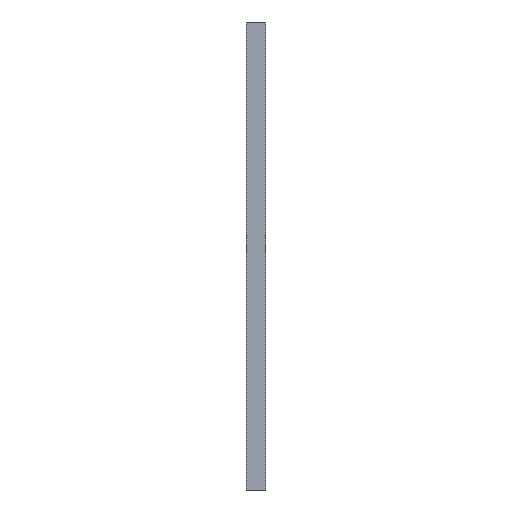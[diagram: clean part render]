
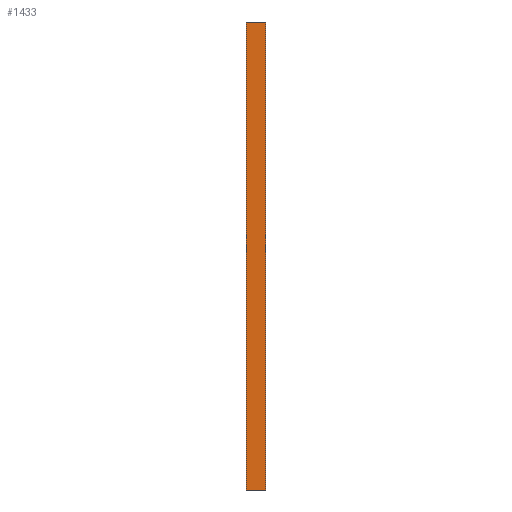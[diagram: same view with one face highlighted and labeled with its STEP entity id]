
A CAD part, left-side view. The second image highlights one B-rep face of the part: STEP entity #1433.
In plain terms, the highlighted planar face has unit normal (-1, 0, 0).
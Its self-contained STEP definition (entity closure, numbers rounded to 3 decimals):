
#219 = ORIENTED_EDGE ( 'NONE', *, *, #235, .T. ) ;
#235 = EDGE_CURVE ( 'NONE', #2097, #2813, #668, .T. ) ;
#290 = EDGE_CURVE ( 'NONE', #1826, #877, #3483, .T. ) ;
#313 = VECTOR ( 'NONE', #2948, 1000. ) ;
#334 = ORIENTED_EDGE ( 'NONE', *, *, #2518, .F. ) ;
#597 = PLANE ( 'NONE',  #2583 ) ;
#605 = VECTOR ( 'NONE', #1618, 1000. ) ;
#613 = DIRECTION ( 'NONE',  ( 1., 0., 0. ) ) ;
#634 = CARTESIAN_POINT ( 'NONE',  ( -20., 21., -500. ) ) ;
#668 = LINE ( 'NONE', #2312, #605 ) ;
#855 = DIRECTION ( 'NONE',  ( 0., 0., -1. ) ) ;
#877 = VERTEX_POINT ( 'NONE', #1054 ) ;
#998 = VECTOR ( 'NONE', #3329, 1000. ) ;
#1035 = LINE ( 'NONE', #2953, #2998 ) ;
#1054 = CARTESIAN_POINT ( 'NONE',  ( -20., -21., -500. ) ) ;
#1143 = LINE ( 'NONE', #634, #998 ) ;
#1318 = CARTESIAN_POINT ( 'NONE',  ( -20., 21., 500. ) ) ;
#1390 = DIRECTION ( 'NONE',  ( 0., -1., 0. ) ) ;
#1433 = ADVANCED_FACE ( 'NONE', ( #2463 ), #597, .F. ) ;
#1512 = CARTESIAN_POINT ( 'NONE',  ( -20., 21., -500. ) ) ;
#1618 = DIRECTION ( 'NONE',  ( 0., 0., -1. ) ) ;
#1826 = VERTEX_POINT ( 'NONE', #2238 ) ;
#2097 = VERTEX_POINT ( 'NONE', #1318 ) ;
#2198 = EDGE_CURVE ( 'NONE', #2813, #877, #1143, .T. ) ;
#2238 = CARTESIAN_POINT ( 'NONE',  ( -20., -21., 500. ) ) ;
#2312 = CARTESIAN_POINT ( 'NONE',  ( -20., 21., 500. ) ) ;
#2463 = FACE_OUTER_BOUND ( 'NONE', #2776, .T. ) ;
#2518 = EDGE_CURVE ( 'NONE', #2097, #1826, #1035, .T. ) ;
#2583 = AXIS2_PLACEMENT_3D ( 'NONE', #3313, #613, #855 ) ;
#2776 = EDGE_LOOP ( 'NONE', ( #3254, #3159, #334, #219 ) ) ;
#2813 = VERTEX_POINT ( 'NONE', #1512 ) ;
#2948 = DIRECTION ( 'NONE',  ( 0., 0., -1. ) ) ;
#2953 = CARTESIAN_POINT ( 'NONE',  ( -20., 21., 500. ) ) ;
#2998 = VECTOR ( 'NONE', #1390, 1000. ) ;
#3004 = CARTESIAN_POINT ( 'NONE',  ( -20., -21., 500. ) ) ;
#3159 = ORIENTED_EDGE ( 'NONE', *, *, #290, .F. ) ;
#3254 = ORIENTED_EDGE ( 'NONE', *, *, #2198, .T. ) ;
#3313 = CARTESIAN_POINT ( 'NONE',  ( -20., 21., 500. ) ) ;
#3329 = DIRECTION ( 'NONE',  ( 0., -1., 0. ) ) ;
#3483 = LINE ( 'NONE', #3004, #313 ) ;
